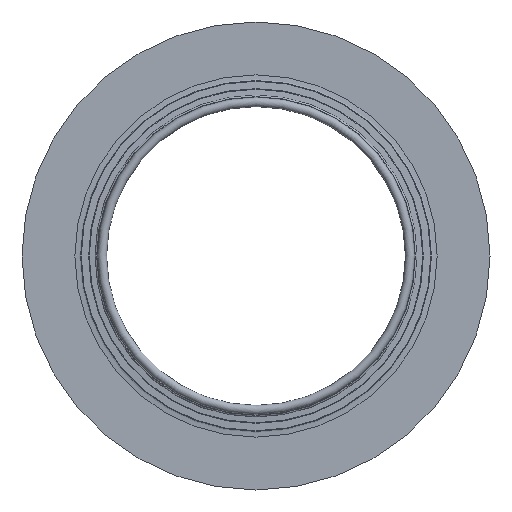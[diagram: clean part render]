
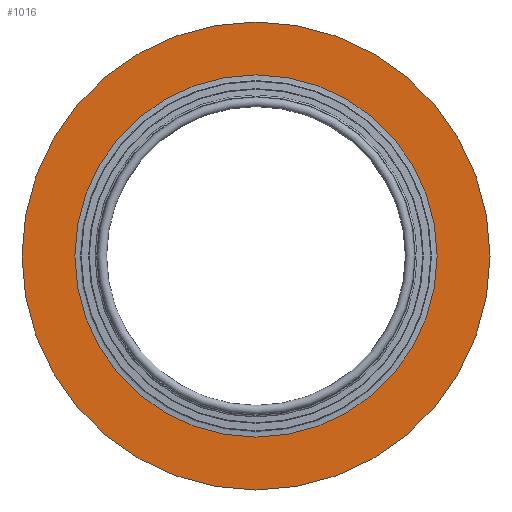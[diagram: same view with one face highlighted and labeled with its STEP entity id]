
A CAD part, front view. The second image highlights one B-rep face of the part: STEP entity #1016.
In plain terms, the highlighted planar face has unit normal (0, -1, 0).
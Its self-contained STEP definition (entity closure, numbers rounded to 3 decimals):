
#982=CARTESIAN_POINT('',(56.525,50.5,0.0));
#983=VERTEX_POINT('',#982);
#984=CARTESIAN_POINT('',(0.,50.5,0.0));
#985=DIRECTION('',(0.0,-1.0,0.0));
#986=DIRECTION('',(1.0,0.0,0.0));
#987=AXIS2_PLACEMENT_3D('',#984,#985,#986);
#988=CIRCLE('',#987,56.525);
#989=EDGE_CURVE('',#983,#983,#988,.T.);
#997=CARTESIAN_POINT('',(64.775,50.5,0.0));
#998=DIRECTION('',(0.0,1.0,0.0));
#999=DIRECTION('',(0.0,0.0,1.0));
#1000=AXIS2_PLACEMENT_3D('',#997,#998,#999);
#1001=PLANE('',#1000);
#1002=CARTESIAN_POINT('',(73.025,50.5,0.0));
#1003=VERTEX_POINT('',#1002);
#1004=CARTESIAN_POINT('',(0.,50.5,0.0));
#1005=DIRECTION('',(0.0,-1.0,0.0));
#1006=DIRECTION('',(1.0,0.0,0.0));
#1007=AXIS2_PLACEMENT_3D('',#1004,#1005,#1006);
#1008=CIRCLE('',#1007,73.025);
#1009=EDGE_CURVE('',#1003,#1003,#1008,.T.);
#1010=ORIENTED_EDGE('',*,*,#1009,.T.);
#1011=EDGE_LOOP('',(#1010));
#1012=FACE_OUTER_BOUND('',#1011,.T.);
#1013=ORIENTED_EDGE('',*,*,#989,.F.);
#1014=EDGE_LOOP('',(#1013));
#1015=FACE_BOUND('',#1014,.T.);
#1016=ADVANCED_FACE('',(#1012,#1015),#1001,.F.);
